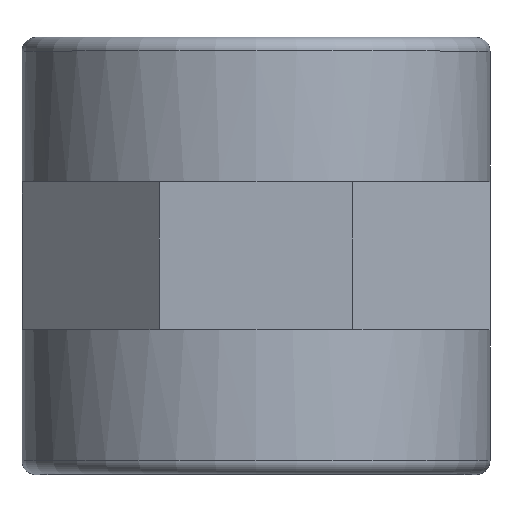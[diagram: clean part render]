
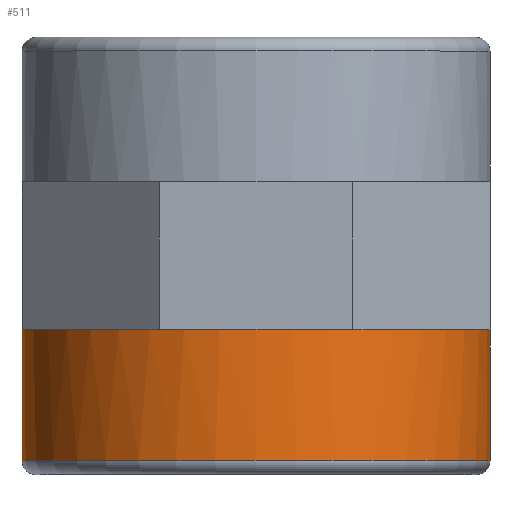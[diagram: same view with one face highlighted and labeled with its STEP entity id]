
A CAD part, top view. The second image highlights one B-rep face of the part: STEP entity #511.
In plain terms, the highlighted cylindrical face has radius 38 mm (diameter 76 mm), a full revolution.
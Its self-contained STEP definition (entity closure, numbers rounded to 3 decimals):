
#127=FACE_BOUND('',#180,.T.);
#140=FACE_OUTER_BOUND('',#179,.T.);
#179=EDGE_LOOP('',(#369,#370,#371,#372,#373,#374,#375,#376));
#180=EDGE_LOOP('',(#377));
#227=CIRCLE('',#552,38.);
#229=CIRCLE('',#555,38.);
#230=CIRCLE('',#556,38.);
#231=CIRCLE('',#557,38.);
#232=CIRCLE('',#558,38.);
#233=CIRCLE('',#559,38.);
#234=CIRCLE('',#560,38.);
#235=CIRCLE('',#561,38.);
#236=CIRCLE('',#562,38.);
#255=VERTEX_POINT('',#792);
#257=VERTEX_POINT('',#797);
#258=VERTEX_POINT('',#798);
#259=VERTEX_POINT('',#800);
#260=VERTEX_POINT('',#802);
#261=VERTEX_POINT('',#804);
#262=VERTEX_POINT('',#806);
#263=VERTEX_POINT('',#808);
#264=VERTEX_POINT('',#810);
#299=EDGE_CURVE('',#255,#255,#227,.T.);
#301=EDGE_CURVE('',#257,#258,#229,.T.);
#302=EDGE_CURVE('',#258,#259,#230,.T.);
#303=EDGE_CURVE('',#259,#260,#231,.T.);
#304=EDGE_CURVE('',#260,#261,#232,.T.);
#305=EDGE_CURVE('',#261,#262,#233,.T.);
#306=EDGE_CURVE('',#262,#263,#234,.T.);
#307=EDGE_CURVE('',#263,#264,#235,.T.);
#308=EDGE_CURVE('',#264,#257,#236,.T.);
#369=ORIENTED_EDGE('',*,*,#301,.T.);
#370=ORIENTED_EDGE('',*,*,#302,.T.);
#371=ORIENTED_EDGE('',*,*,#303,.T.);
#372=ORIENTED_EDGE('',*,*,#304,.T.);
#373=ORIENTED_EDGE('',*,*,#305,.T.);
#374=ORIENTED_EDGE('',*,*,#306,.T.);
#375=ORIENTED_EDGE('',*,*,#307,.T.);
#376=ORIENTED_EDGE('',*,*,#308,.T.);
#377=ORIENTED_EDGE('',*,*,#299,.F.);
#502=CYLINDRICAL_SURFACE('',#554,38.);
#511=ADVANCED_FACE('',(#140,#127),#502,.T.);
#552=AXIS2_PLACEMENT_3D('',#793,#623,#624);
#554=AXIS2_PLACEMENT_3D('',#796,#627,#628);
#555=AXIS2_PLACEMENT_3D('',#799,#629,#630);
#556=AXIS2_PLACEMENT_3D('',#801,#631,#632);
#557=AXIS2_PLACEMENT_3D('',#803,#633,#634);
#558=AXIS2_PLACEMENT_3D('',#805,#635,#636);
#559=AXIS2_PLACEMENT_3D('',#807,#637,#638);
#560=AXIS2_PLACEMENT_3D('',#809,#639,#640);
#561=AXIS2_PLACEMENT_3D('',#811,#641,#642);
#562=AXIS2_PLACEMENT_3D('',#812,#643,#644);
#623=DIRECTION('center_axis',(0.,-1.,0.));
#624=DIRECTION('ref_axis',(1.,0.,0.));
#627=DIRECTION('center_axis',(0.,-1.,0.));
#628=DIRECTION('ref_axis',(1.,0.,0.));
#629=DIRECTION('center_axis',(0.,-1.,0.));
#630=DIRECTION('ref_axis',(1.,0.,0.));
#631=DIRECTION('center_axis',(0.,-1.,0.));
#632=DIRECTION('ref_axis',(1.,0.,0.));
#633=DIRECTION('center_axis',(0.,-1.,0.));
#634=DIRECTION('ref_axis',(1.,0.,0.));
#635=DIRECTION('center_axis',(0.,-1.,0.));
#636=DIRECTION('ref_axis',(1.,0.,0.));
#637=DIRECTION('center_axis',(0.,-1.,0.));
#638=DIRECTION('ref_axis',(1.,0.,0.));
#639=DIRECTION('center_axis',(0.,-1.,0.));
#640=DIRECTION('ref_axis',(1.,0.,0.));
#641=DIRECTION('center_axis',(0.,-1.,0.));
#642=DIRECTION('ref_axis',(1.,0.,0.));
#643=DIRECTION('center_axis',(0.,-1.,0.));
#644=DIRECTION('ref_axis',(1.,0.,0.));
#792=CARTESIAN_POINT('',(-38.,-30.603,0.));
#793=CARTESIAN_POINT('Origin',(0.,-30.603,0.));
#796=CARTESIAN_POINT('Origin',(0.,-19.978,0.));
#797=CARTESIAN_POINT('',(-38.,-9.353,0.));
#798=CARTESIAN_POINT('',(-26.87,-9.353,-26.87));
#799=CARTESIAN_POINT('Origin',(0.,-9.353,0.));
#800=CARTESIAN_POINT('',(0.,-9.353,-38.));
#801=CARTESIAN_POINT('Origin',(0.,-9.353,0.));
#802=CARTESIAN_POINT('',(26.87,-9.353,-26.87));
#803=CARTESIAN_POINT('Origin',(0.,-9.353,0.));
#804=CARTESIAN_POINT('',(38.,-9.353,0.));
#805=CARTESIAN_POINT('Origin',(0.,-9.353,0.));
#806=CARTESIAN_POINT('',(26.87,-9.353,26.87));
#807=CARTESIAN_POINT('Origin',(0.,-9.353,0.));
#808=CARTESIAN_POINT('',(0.,-9.353,38.));
#809=CARTESIAN_POINT('Origin',(0.,-9.353,0.));
#810=CARTESIAN_POINT('',(-26.87,-9.353,26.87));
#811=CARTESIAN_POINT('Origin',(0.,-9.353,0.));
#812=CARTESIAN_POINT('Origin',(0.,-9.353,0.));
